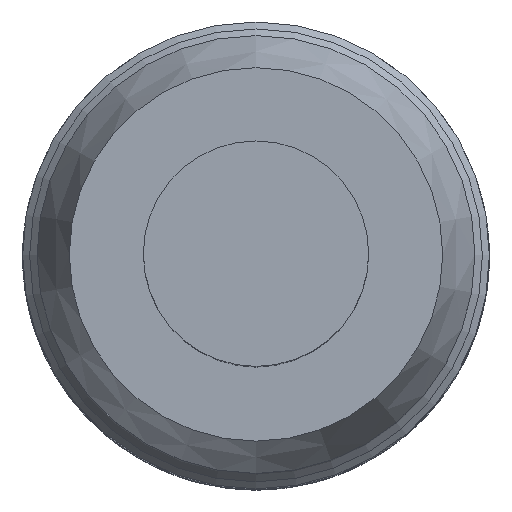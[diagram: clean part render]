
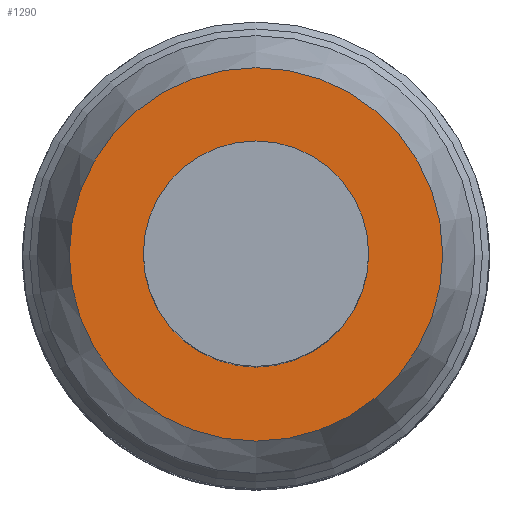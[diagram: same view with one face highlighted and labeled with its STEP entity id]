
A CAD part, top view. The second image highlights one B-rep face of the part: STEP entity #1290.
In plain terms, the highlighted planar face has unit normal (0, 0, 1).
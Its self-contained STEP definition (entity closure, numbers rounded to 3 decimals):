
#1182=PLANE('',#5569);
#1290=ADVANCED_FACE('',(#1740,#1741),#1182,.T.);
#1740=FACE_BOUND('',#1842,.T.);
#1741=FACE_BOUND('',#1843,.T.);
#1842=EDGE_LOOP('',(#2226));
#1843=EDGE_LOOP('',(#2227));
#2226=ORIENTED_EDGE('',*,*,#4374,.T.);
#2227=ORIENTED_EDGE('',*,*,#4375,.T.);
#3838=VERTEX_POINT('',#8045);
#3839=VERTEX_POINT('',#8047);
#4374=EDGE_CURVE('',#3838,#3838,#5180,.T.);
#4375=EDGE_CURVE('',#3839,#3839,#5181,.T.);
#5180=CIRCLE('',#5567,3.5);
#5181=CIRCLE('',#5568,5.8);
#5567=AXIS2_PLACEMENT_3D('',#8044,#6287,#6288);
#5568=AXIS2_PLACEMENT_3D('',#8046,#6289,#6290);
#5569=AXIS2_PLACEMENT_3D('',#8048,#6291,#6292);
#6287=DIRECTION('',(0.,0.,-1.));
#6288=DIRECTION('',(1.,0.,0.));
#6289=DIRECTION('',(0.,0.,1.));
#6290=DIRECTION('',(0.,1.,0.));
#6291=DIRECTION('',(0.,0.,1.));
#6292=DIRECTION('',(0.,1.,0.));
#8044=CARTESIAN_POINT('',(0.,0.,44.));
#8045=CARTESIAN_POINT('',(3.5,0.,44.));
#8046=CARTESIAN_POINT('',(0.,0.,44.));
#8047=CARTESIAN_POINT('',(0.,5.8,44.));
#8048=CARTESIAN_POINT('',(0.,0.,44.));
